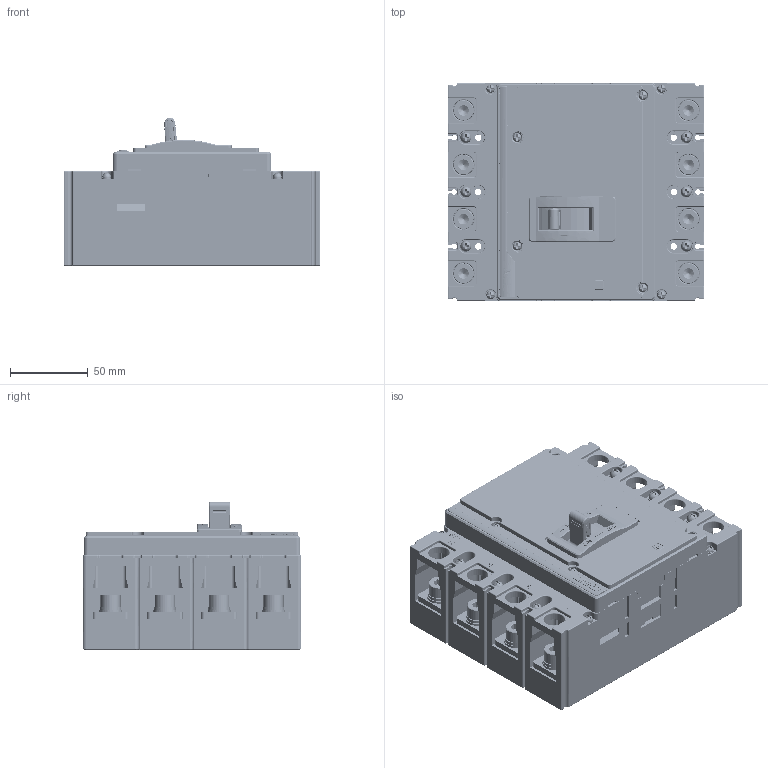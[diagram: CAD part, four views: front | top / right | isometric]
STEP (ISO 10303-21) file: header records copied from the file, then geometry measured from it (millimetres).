
FILE_DESCRIPTION((''),'2;1');
FILE_NAME('2ZTD259247_ASM_14_ASM','2020-08-12T',('ckuo'),(''),'CREO PARAMETRIC BY PTC INC, 2018070','CREO PARAMETRIC BY PTC INC, 2018070','');
FILE_SCHEMA(('CONFIG_CONTROL_DESIGN'));
Products named in the file (58): JIZUO4P_5; AM3X10_GB809_4; AM4X12_GB809_3; AM3X8_GB809_3; 5ZTD024634_ASM_4_ASM; 8420566_7; 5ZTD5191313_ASM_4_ASM; 5ZTD5191314_ASM_6_ASM; 5ZTD5191315_ASM_10_ASM; 5ZTD5191333_ASM_3_ASM; 5ZTD295529_ASM_4_ASM; M3_5X7_5_GB823_12; D3_5_GB9074_26_3; D3_5_GB9074_24_3; M3_5X7_5_GB9074_8_ASM_4_ASM; M4X8_GB823_12; D4_GB9074_26_3; D4_GB9074_24_3; M4X8_GB9074_8_ASM_4_ASM; M4X8_GB9074_7_ASM_3_ASM; 8ZTD5851298_4; 5ZTD552446_ASM_5_ASM; 5ZTD552447_ASM_5_ASM; M3_5X8_5_GB823_4; M3_5X8_5_GB9074_8_ASM_4_ASM; 8ZTD7421661_4; 8ZTD150345_4; 8ZTD253666_4; 8ZTD7421648_7; GAI4P_3; AM3X6_GB809_3; 5ZTD315358_ASM_2_ASM; 8ZTD310367_2; PIAODAI4P_2; CHINTLOGO_4_1; CHINTLOGO_4_2; CHINTLOGO_4_3; CHINTLOGO_4_4; CHINTLOGO_4_5; CHINTLOGO_4_ASM ...
Assembly tree (134 placements, depth 7):
  2ZTD259247_ASM_14_ASM
    5ZTD024634_ASM_4_ASM
      JIZUO4P_5
      AM3X10_GB809_4  x4
      AM4X12_GB809_3  x6
      AM3X8_GB809_3  x2
    5ZTD295529_ASM_4_ASM
      5ZTD5191333_ASM_3_ASM
        5ZTD5191315_ASM_10_ASM  x3
          5ZTD5191314_ASM_6_ASM
            5ZTD5191313_ASM_4_ASM
              8420566_7
        5ZTD5191313_ASM_4_ASM
          8420566_7
    M3_5X7_5_GB9074_8_ASM_4_ASM  x8
      M3_5X7_5_GB823_12
      D3_5_GB9074_26_3
      D3_5_GB9074_24_3
    M4X8_GB9074_8_ASM_4_ASM  x4
      M4X8_GB823_12
      D4_GB9074_26_3
      D4_GB9074_24_3
    M4X8_GB9074_7_ASM_3_ASM  x4
      M4X8_GB823_12
      D4_GB9074_26_3
    5ZTD552447_ASM_5_ASM  x4
      5ZTD552446_ASM_5_ASM
        8ZTD5851298_4
    M3_5X8_5_GB9074_8_ASM_4_ASM  x8
      M3_5X8_5_GB823_4
      D3_5_GB9074_26_3
      D3_5_GB9074_24_3
    8ZTD7421661_4  x4
    8ZTD150345_4  x2
    8ZTD253666_4
    8ZTD7421648_7  x4
    5ZTD315358_ASM_2_ASM
      GAI4P_3
      AM3X6_GB809_3  x4
    5ZTD310137_ASM_2_ASM
      8ZTD310367_2
      5ZTD864009_ASM_2_ASM
        PIAODAI4P_2
        CHINTLOGO_4_ASM
          CHINTLOGO_4_1
          CHINTLOGO_4_2
          CHINTLOGO_4_3
          CHINTLOGO_4_4
          CHINTLOGO_4_5
    5ZTD850046_ASM_4_ASM  x8
      M8X16_GB70_4
      D8_GB9074_26_3
      D8_GB97_4_4
    8ZTD253635_5
    M4X25_GB9074_8_ASM_3_ASM  x6
      M4X25_GB823_12
      D4_GB9074_26_3
      D4_GB9074_24_3
    M3X25_GB9074_8_ASM_3_ASM  x4
      M3X25_GB823_12
Bounding box: 165 x 140 x 95.95 mm (x, y, z)
Volume: 622022.5 mm3; surface area: 424320.8 mm2
Topology: 184 solids, 184 shells, 8804 faces, 24070 edges, 15647 vertices
Faces by surface type: plane 4927, cylinder 2668, cone 361, sphere 278, torus 274, bspline 209, extrusion 87
Entity records: 238498 total; most frequent: CARTESIAN_POINT 41532, ORIENTED_EDGE 32018, DIRECTION 31345, EDGE_CURVE 16009, PRESENTATION_STYLE_ASSIGNMENT 14853, STYLED_ITEM 14828, CURVE_STYLE 14787, VECTOR 10551
